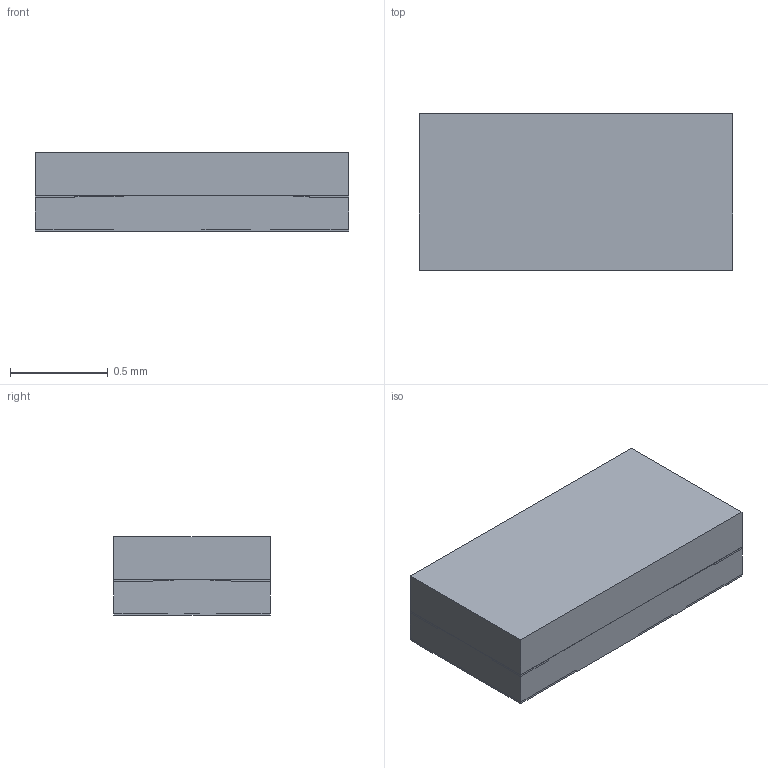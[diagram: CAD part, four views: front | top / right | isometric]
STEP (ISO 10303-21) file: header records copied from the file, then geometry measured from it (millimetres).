
FILE_DESCRIPTION(/* description */ ('Unknown'),/* implementation_level */ '2;1');
FILE_NAME(/* name */ '150060xx75200',/* time_stamp */ '2018-05-17T10:56:56+02:00',/* author */ ('Unknown'),/* organization */ ('Unknown'),/* preprocessor_version */ 'ST-DEVELOPER v16.7',/* originating_system */ 'DEX',/* authorisation */ $);
FILE_SCHEMA (('AUTOMOTIVE_DESIGN {1 0 10303 214 3 1 1}'));
Length unit declared in the file: millimetre
Products named in the file (4): 150060xx75200; Body; Pins; Resin
Assembly tree (3 placements, depth 2):
  150060xx75200
    Body
    Pins
    Resin
Bounding box: 1.6 x 0.8 x 0.4 mm (x, y, z)
Volume: 0.5 mm3; surface area: 9.3 mm2
Topology: 15 solids, 15 shells, 244 faces, 640 edges, 424 vertices
Faces by surface type: plane 210, cylinder 32, bspline 2
Entity records: 8979 total; most frequent: CARTESIAN_POINT 1413, ORIENTED_EDGE 1272, DIRECTION 1186, EDGE_CURVE 636, LINE 566, VECTOR 566, VERTEX_POINT 422, AXIS2_PLACEMENT_3D 310
